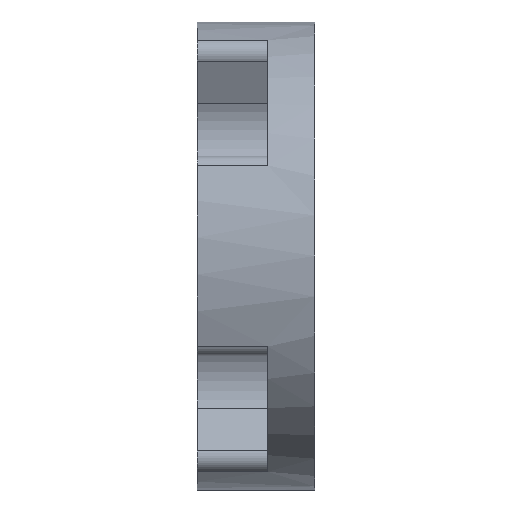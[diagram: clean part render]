
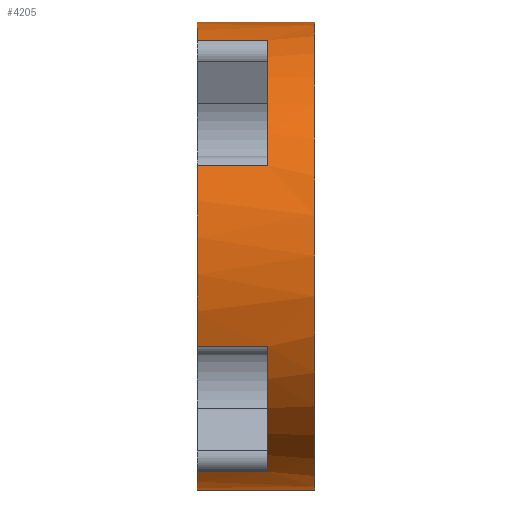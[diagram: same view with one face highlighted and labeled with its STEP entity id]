
A CAD part, left-side view. The second image highlights one B-rep face of the part: STEP entity #4205.
In plain terms, the highlighted cylindrical face has radius 12.696 mm (diameter 25.392 mm), a partial arc.
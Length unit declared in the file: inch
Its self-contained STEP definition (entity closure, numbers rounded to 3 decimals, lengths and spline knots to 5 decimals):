
#192 = VECTOR ( 'NONE', #11527, 39.37008 ) ;
#194 = VERTEX_POINT ( 'NONE', #5138 ) ;
#282 = CARTESIAN_POINT ( 'NONE',  ( -0.19354, 0.25, 0.46086 ) ) ;
#402 = CARTESIAN_POINT ( 'NONE',  ( -0.46086, 0.25, -0.19354 ) ) ;
#491 = EDGE_CURVE ( 'NONE', #11393, #2729, #1758, .T. ) ;
#693 = EDGE_CURVE ( 'NONE', #2729, #3566, #9124, .T. ) ;
#819 = EDGE_CURVE ( 'NONE', #9602, #9095, #4026, .T. ) ;
#907 = VERTEX_POINT ( 'NONE', #6758 ) ;
#969 = VECTOR ( 'NONE', #8004, 39.37008 ) ;
#1080 = EDGE_LOOP ( 'NONE', ( #8266, #7377, #10718, #4197, #11479, #2026, #4725, #4738, #10533, #10031, #3174, #2568 ) ) ;
#1176 = DIRECTION ( 'NONE',  ( 0., 1., 0. ) ) ;
#1223 = DIRECTION ( 'NONE',  ( 0., -1., 0. ) ) ;
#1608 = CARTESIAN_POINT ( 'NONE',  ( 0., 0.25, 0.49985 ) ) ;
#1715 = AXIS2_PLACEMENT_3D ( 'NONE', #2886, #1176, #5563 ) ;
#1758 = CIRCLE ( 'NONE', #10844, 0.49985 ) ;
#1934 = DIRECTION ( 'NONE',  ( 0., 1., 0. ) ) ;
#2026 = ORIENTED_EDGE ( 'NONE', *, *, #3327, .F. ) ;
#2153 = CARTESIAN_POINT ( 'NONE',  ( -0.46086, 0.25, -0.19354 ) ) ;
#2162 = DIRECTION ( 'NONE',  ( 0., 1., 0. ) ) ;
#2236 = VECTOR ( 'NONE', #1223, 39.37008 ) ;
#2267 = LINE ( 'NONE', #2970, #11620 ) ;
#2360 = VECTOR ( 'NONE', #5734, 39.37008 ) ;
#2388 = AXIS2_PLACEMENT_3D ( 'NONE', #5241, #8031, #2569 ) ;
#2560 = CIRCLE ( 'NONE', #8636, 0.49985 ) ;
#2568 = ORIENTED_EDGE ( 'NONE', *, *, #7012, .T. ) ;
#2569 = DIRECTION ( 'NONE',  ( 0., 0., -1. ) ) ;
#2729 = VERTEX_POINT ( 'NONE', #7243 ) ;
#2886 = CARTESIAN_POINT ( 'NONE',  ( 0., 0.25, 0. ) ) ;
#2970 = CARTESIAN_POINT ( 'NONE',  ( -0.46086, 0.25, 0.19354 ) ) ;
#2975 = EDGE_CURVE ( 'NONE', #3466, #907, #9805, .T. ) ;
#3014 = DIRECTION ( 'NONE',  ( 0., 0., 1. ) ) ;
#3174 = ORIENTED_EDGE ( 'NONE', *, *, #2975, .T. ) ;
#3274 = CARTESIAN_POINT ( 'NONE',  ( -0.19354, 0.1, 0.46086 ) ) ;
#3327 = EDGE_CURVE ( 'NONE', #4882, #194, #9667, .T. ) ;
#3405 = EDGE_CURVE ( 'NONE', #9691, #194, #2267, .T. ) ;
#3466 = VERTEX_POINT ( 'NONE', #3989 ) ;
#3566 = VERTEX_POINT ( 'NONE', #10768 ) ;
#3680 = DIRECTION ( 'NONE',  ( 0., -1., 0. ) ) ;
#3834 = FACE_OUTER_BOUND ( 'NONE', #1080, .T. ) ;
#3957 = CARTESIAN_POINT ( 'NONE',  ( 0., 0.25, 0. ) ) ;
#3989 = CARTESIAN_POINT ( 'NONE',  ( 0., 0.25, -0.49985 ) ) ;
#4026 = CIRCLE ( 'NONE', #9502, 0.49985 ) ;
#4197 = ORIENTED_EDGE ( 'NONE', *, *, #8671, .F. ) ;
#4205 = ADVANCED_FACE ( 'NONE', ( #3834 ), #5429, .T. ) ;
#4677 = DIRECTION ( 'NONE',  ( 0., 0., 1. ) ) ;
#4725 = ORIENTED_EDGE ( 'NONE', *, *, #7769, .T. ) ;
#4738 = ORIENTED_EDGE ( 'NONE', *, *, #819, .F. ) ;
#4837 = DIRECTION ( 'NONE',  ( 0., 1., 0. ) ) ;
#4882 = VERTEX_POINT ( 'NONE', #2153 ) ;
#5138 = CARTESIAN_POINT ( 'NONE',  ( -0.46086, 0.25, 0.19354 ) ) ;
#5241 = CARTESIAN_POINT ( 'NONE',  ( 0., 0.25, 0. ) ) ;
#5429 = CYLINDRICAL_SURFACE ( 'NONE', #2388, 0.49985 ) ;
#5533 = LINE ( 'NONE', #11559, #969 ) ;
#5563 = DIRECTION ( 'NONE',  ( 0., 0., 1. ) ) ;
#5649 = DIRECTION ( 'NONE',  ( 1., 0., 0. ) ) ;
#5734 = DIRECTION ( 'NONE',  ( 0., -1., 0. ) ) ;
#5800 = LINE ( 'NONE', #7594, #2360 ) ;
#6365 = CIRCLE ( 'NONE', #8301, 0.49985 ) ;
#6591 = DIRECTION ( 'NONE',  ( 0., 1., 0. ) ) ;
#6758 = CARTESIAN_POINT ( 'NONE',  ( 0., 0., -0.49985 ) ) ;
#7012 = EDGE_CURVE ( 'NONE', #907, #3566, #7102, .T. ) ;
#7102 = CIRCLE ( 'NONE', #7302, 0.49985 ) ;
#7243 = CARTESIAN_POINT ( 'NONE',  ( 0., 0.25, 0.49985 ) ) ;
#7301 = CARTESIAN_POINT ( 'NONE',  ( 0., 0.25, -0.49985 ) ) ;
#7302 = AXIS2_PLACEMENT_3D ( 'NONE', #10335, #2162, #10447 ) ;
#7333 = CARTESIAN_POINT ( 'NONE',  ( 0., 0.25, 0. ) ) ;
#7377 = ORIENTED_EDGE ( 'NONE', *, *, #491, .F. ) ;
#7429 = EDGE_CURVE ( 'NONE', #9602, #11082, #5533, .T. ) ;
#7582 = DIRECTION ( 'NONE',  ( 0., 1., 0. ) ) ;
#7594 = CARTESIAN_POINT ( 'NONE',  ( -0.19354, 0.25, 0.46086 ) ) ;
#7769 = EDGE_CURVE ( 'NONE', #4882, #9095, #11591, .T. ) ;
#8004 = DIRECTION ( 'NONE',  ( 0., 1., 0. ) ) ;
#8010 = CARTESIAN_POINT ( 'NONE',  ( -0.19354, 0.25, -0.46086 ) ) ;
#8031 = DIRECTION ( 'NONE',  ( 0., -1., 0. ) ) ;
#8266 = ORIENTED_EDGE ( 'NONE', *, *, #693, .F. ) ;
#8301 = AXIS2_PLACEMENT_3D ( 'NONE', #11204, #7582, #8365 ) ;
#8365 = DIRECTION ( 'NONE',  ( 0., 0., -1. ) ) ;
#8636 = AXIS2_PLACEMENT_3D ( 'NONE', #7333, #1934, #4677 ) ;
#8671 = EDGE_CURVE ( 'NONE', #9691, #11578, #6365, .T. ) ;
#9088 = CARTESIAN_POINT ( 'NONE',  ( -0.46086, 0.1, 0.19354 ) ) ;
#9095 = VERTEX_POINT ( 'NONE', #11051 ) ;
#9124 = LINE ( 'NONE', #1608, #192 ) ;
#9187 = EDGE_CURVE ( 'NONE', #11393, #11578, #5800, .T. ) ;
#9502 = AXIS2_PLACEMENT_3D ( 'NONE', #10205, #10254, #5649 ) ;
#9602 = VERTEX_POINT ( 'NONE', #10690 ) ;
#9667 = CIRCLE ( 'NONE', #1715, 0.49985 ) ;
#9691 = VERTEX_POINT ( 'NONE', #9088 ) ;
#9805 = LINE ( 'NONE', #7301, #11629 ) ;
#10031 = ORIENTED_EDGE ( 'NONE', *, *, #11247, .F. ) ;
#10205 = CARTESIAN_POINT ( 'NONE',  ( 0., 0.1, 0. ) ) ;
#10254 = DIRECTION ( 'NONE',  ( 0., 1., 0. ) ) ;
#10335 = CARTESIAN_POINT ( 'NONE',  ( 0., 0., 0. ) ) ;
#10447 = DIRECTION ( 'NONE',  ( 0., 0., 1. ) ) ;
#10533 = ORIENTED_EDGE ( 'NONE', *, *, #7429, .T. ) ;
#10690 = CARTESIAN_POINT ( 'NONE',  ( -0.19354, 0.1, -0.46086 ) ) ;
#10718 = ORIENTED_EDGE ( 'NONE', *, *, #9187, .T. ) ;
#10768 = CARTESIAN_POINT ( 'NONE',  ( 0., 0., 0.49985 ) ) ;
#10844 = AXIS2_PLACEMENT_3D ( 'NONE', #3957, #4837, #3014 ) ;
#11051 = CARTESIAN_POINT ( 'NONE',  ( -0.46086, 0.1, -0.19354 ) ) ;
#11082 = VERTEX_POINT ( 'NONE', #8010 ) ;
#11204 = CARTESIAN_POINT ( 'NONE',  ( 0., 0.1, 0. ) ) ;
#11247 = EDGE_CURVE ( 'NONE', #3466, #11082, #2560, .T. ) ;
#11393 = VERTEX_POINT ( 'NONE', #282 ) ;
#11479 = ORIENTED_EDGE ( 'NONE', *, *, #3405, .T. ) ;
#11527 = DIRECTION ( 'NONE',  ( 0., -1., 0. ) ) ;
#11559 = CARTESIAN_POINT ( 'NONE',  ( -0.19354, 0.25, -0.46086 ) ) ;
#11578 = VERTEX_POINT ( 'NONE', #3274 ) ;
#11591 = LINE ( 'NONE', #402, #2236 ) ;
#11620 = VECTOR ( 'NONE', #6591, 39.37008 ) ;
#11629 = VECTOR ( 'NONE', #3680, 39.37008 ) ;
